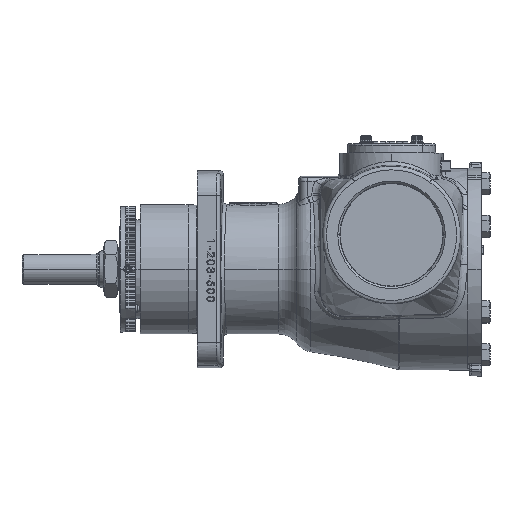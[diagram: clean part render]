
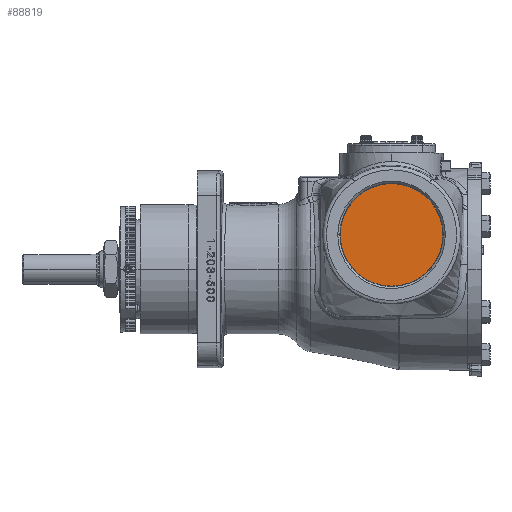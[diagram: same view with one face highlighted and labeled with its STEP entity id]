
A CAD part, top view. The second image highlights one B-rep face of the part: STEP entity #88819.
In plain terms, the highlighted planar face has unit normal (0, 0, 1).
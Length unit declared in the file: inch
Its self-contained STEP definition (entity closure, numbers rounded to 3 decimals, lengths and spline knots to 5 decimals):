
#1328 = CARTESIAN_POINT ( 'NONE',  ( -0.81712, 1.12, 4.5 ) ) ;
#3933 = DIRECTION ( 'NONE',  ( 1., 0., 0. ) ) ;
#7387 = ORIENTED_EDGE ( 'NONE', *, *, #85439, .F. ) ;
#9367 = ORIENTED_EDGE ( 'NONE', *, *, #48529, .F. ) ;
#10938 = DIRECTION ( 'NONE',  ( 0., 0., 1. ) ) ;
#15734 = VERTEX_POINT ( 'NONE', #119256 ) ;
#18446 = VERTEX_POINT ( 'NONE', #1328 ) ;
#25697 = CARTESIAN_POINT ( 'NONE',  ( -2.5, 1.12, 4.5 ) ) ;
#34582 = FACE_OUTER_BOUND ( 'NONE', #65099, .T. ) ;
#35437 = DIRECTION ( 'NONE',  ( 1., 0., 0. ) ) ;
#38809 = AXIS2_PLACEMENT_3D ( 'NONE', #25697, #93395, #35437 ) ;
#48529 = EDGE_CURVE ( 'NONE', #15734, #18446, #120586, .T. ) ;
#61957 = DIRECTION ( 'NONE',  ( 0., 0., -1. ) ) ;
#65099 = EDGE_LOOP ( 'NONE', ( #7387, #9367 ) ) ;
#68249 = AXIS2_PLACEMENT_3D ( 'NONE', #68945, #10938, #78632 ) ;
#68534 = PLANE ( 'NONE',  #68249 ) ;
#68945 = CARTESIAN_POINT ( 'NONE',  ( -2.5, 1.12, 4.5 ) ) ;
#69446 = CIRCLE ( 'NONE', #38809, 1.68288 ) ;
#76402 = AXIS2_PLACEMENT_3D ( 'NONE', #119915, #61957, #3933 ) ;
#78632 = DIRECTION ( 'NONE',  ( 1., 0., 0. ) ) ;
#85439 = EDGE_CURVE ( 'NONE', #18446, #15734, #69446, .T. ) ;
#88819 = ADVANCED_FACE ( 'NONE', ( #34582 ), #68534, .T. ) ;
#93395 = DIRECTION ( 'NONE',  ( 0., 0., -1. ) ) ;
#119256 = CARTESIAN_POINT ( 'NONE',  ( -4.18288, 1.12, 4.5 ) ) ;
#119915 = CARTESIAN_POINT ( 'NONE',  ( -2.5, 1.12, 4.5 ) ) ;
#120586 = CIRCLE ( 'NONE', #76402, 1.68288 ) ;
